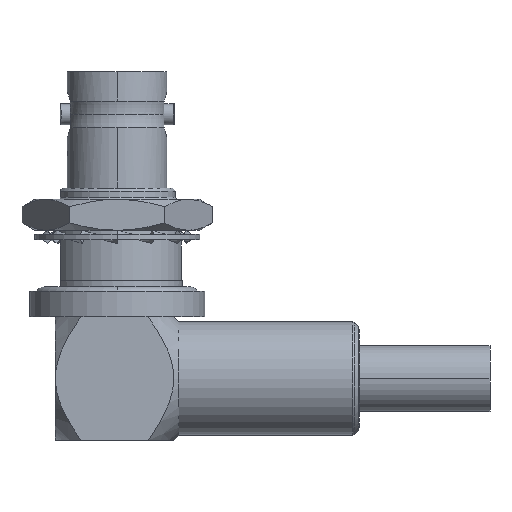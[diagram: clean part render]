
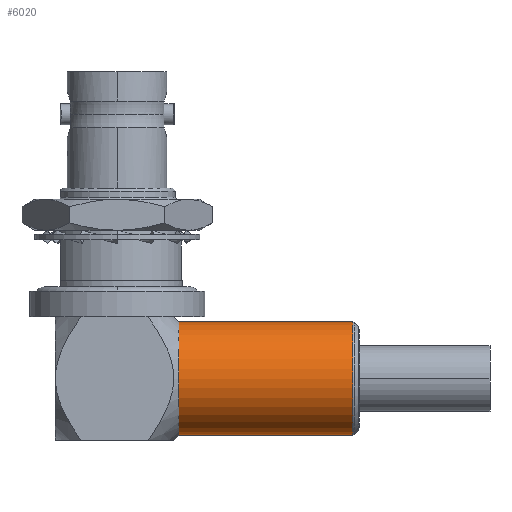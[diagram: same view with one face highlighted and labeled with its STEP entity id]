
A CAD part, left-side view. The second image highlights one B-rep face of the part: STEP entity #6020.
In plain terms, the highlighted cylindrical face has radius 5.5 mm (diameter 11 mm), a partial arc.
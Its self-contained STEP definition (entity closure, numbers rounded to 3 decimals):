
#23 = EDGE_CURVE ( 'NONE', #11941, #1651, #2932, .T. ) ;
#628 = ORIENTED_EDGE ( 'NONE', *, *, #10808, .F. ) ;
#726 = DIRECTION ( 'NONE',  ( 0., 1., 0. ) ) ;
#751 = DIRECTION ( 'NONE',  ( 0., 1., 0. ) ) ;
#825 = CARTESIAN_POINT ( 'NONE',  ( 0., -22.894, -29.8 ) ) ;
#965 = EDGE_LOOP ( 'NONE', ( #3445, #7017, #5899, #628 ) ) ;
#1188 = DIRECTION ( 'NONE',  ( 0., 1., 0. ) ) ;
#1267 = VECTOR ( 'NONE', #726, 1000. ) ;
#1651 = VERTEX_POINT ( 'NONE', #9221 ) ;
#1845 = FACE_OUTER_BOUND ( 'NONE', #965, .T. ) ;
#2932 = CIRCLE ( 'NONE', #9116, 5.5 ) ;
#3445 = ORIENTED_EDGE ( 'NONE', *, *, #10691, .F. ) ;
#3561 = DIRECTION ( 'NONE',  ( 0., 0., 1. ) ) ;
#4483 = CARTESIAN_POINT ( 'NONE',  ( 0., -6., -24.3 ) ) ;
#5396 = CARTESIAN_POINT ( 'NONE',  ( 0., 6., -35.3 ) ) ;
#5478 = CARTESIAN_POINT ( 'NONE',  ( 0., 6., -29.8 ) ) ;
#5848 = VECTOR ( 'NONE', #751, 1000. ) ;
#5865 = EDGE_CURVE ( 'NONE', #1651, #10051, #8325, .T. ) ;
#5899 = ORIENTED_EDGE ( 'NONE', *, *, #5865, .T. ) ;
#6020 = ADVANCED_FACE ( 'NONE', ( #1845 ), #8023, .T. ) ;
#6601 = CIRCLE ( 'NONE', #7499, 5.5 ) ;
#6705 = CARTESIAN_POINT ( 'NONE',  ( 0., -6., -29.8 ) ) ;
#7017 = ORIENTED_EDGE ( 'NONE', *, *, #23, .T. ) ;
#7144 = AXIS2_PLACEMENT_3D ( 'NONE', #5478, #10258, #10291 ) ;
#7175 = CARTESIAN_POINT ( 'NONE',  ( 0., 6., -24.3 ) ) ;
#7499 = AXIS2_PLACEMENT_3D ( 'NONE', #6705, #1188, #7621 ) ;
#7621 = DIRECTION ( 'NONE',  ( 0., 0., 1. ) ) ;
#8023 = CYLINDRICAL_SURFACE ( 'NONE', #7144, 5.5 ) ;
#8325 = LINE ( 'NONE', #7175, #1267 ) ;
#9116 = AXIS2_PLACEMENT_3D ( 'NONE', #825, #10935, #3561 ) ;
#9221 = CARTESIAN_POINT ( 'NONE',  ( 0., -22.894, -24.3 ) ) ;
#9944 = CARTESIAN_POINT ( 'NONE',  ( 0., -22.894, -35.3 ) ) ;
#10051 = VERTEX_POINT ( 'NONE', #4483 ) ;
#10258 = DIRECTION ( 'NONE',  ( 0., 1., 0. ) ) ;
#10291 = DIRECTION ( 'NONE',  ( 0., 0., 1. ) ) ;
#10691 = EDGE_CURVE ( 'NONE', #11941, #11272, #10801, .T. ) ;
#10801 = LINE ( 'NONE', #5396, #5848 ) ;
#10808 = EDGE_CURVE ( 'NONE', #11272, #10051, #6601, .T. ) ;
#10935 = DIRECTION ( 'NONE',  ( 0., 1., 0. ) ) ;
#11272 = VERTEX_POINT ( 'NONE', #12002 ) ;
#11941 = VERTEX_POINT ( 'NONE', #9944 ) ;
#12002 = CARTESIAN_POINT ( 'NONE',  ( 0., -6., -35.3 ) ) ;
